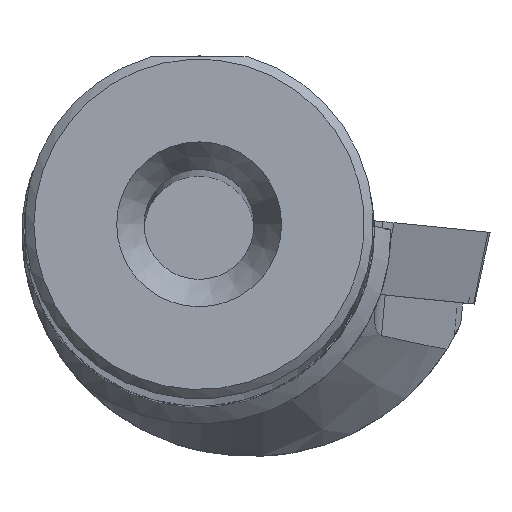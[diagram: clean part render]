
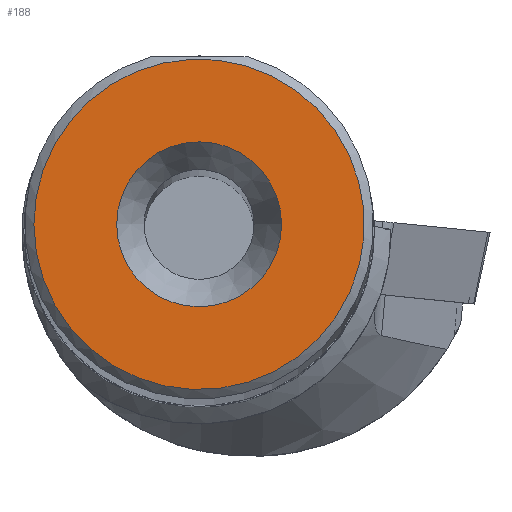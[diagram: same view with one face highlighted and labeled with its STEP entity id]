
A CAD part, top view. The second image highlights one B-rep face of the part: STEP entity #188.
In plain terms, the highlighted planar face has unit normal (0, 0, 1).
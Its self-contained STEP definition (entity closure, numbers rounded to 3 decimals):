
#188=ADVANCED_FACE('',(#333,#334),#220,.T.);
#220=PLANE('',#1002);
#333=FACE_BOUND('',#387,.T.);
#334=FACE_BOUND('',#388,.T.);
#387=EDGE_LOOP('',(#553));
#388=EDGE_LOOP('',(#554));
#553=ORIENTED_EDGE('',*,*,#794,.T.);
#554=ORIENTED_EDGE('',*,*,#788,.F.);
#694=VERTEX_POINT('',#1686);
#699=VERTEX_POINT('',#1702);
#788=EDGE_CURVE('',#694,#694,#841,.T.);
#794=EDGE_CURVE('',#699,#699,#844,.T.);
#841=CIRCLE('',#996,9.016);
#844=CIRCLE('',#1001,4.5);
#996=AXIS2_PLACEMENT_3D('',#1685,#1191,#1192);
#1001=AXIS2_PLACEMENT_3D('',#1701,#1203,#1204);
#1002=AXIS2_PLACEMENT_3D('',#1703,#1205,#1206);
#1191=DIRECTION('',(0.,0.,-1.));
#1192=DIRECTION('',(-1.,0.,0.));
#1203=DIRECTION('',(0.,0.,-1.));
#1204=DIRECTION('',(-1.,0.,0.));
#1205=DIRECTION('',(0.,0.,1.));
#1206=DIRECTION('',(-1.,0.,0.));
#1685=CARTESIAN_POINT('',(0.,0.,0.));
#1686=CARTESIAN_POINT('',(-9.016,0.,0.));
#1701=CARTESIAN_POINT('',(0.,0.,0.));
#1702=CARTESIAN_POINT('',(-4.5,0.,0.));
#1703=CARTESIAN_POINT('',(0.,0.,0.));
